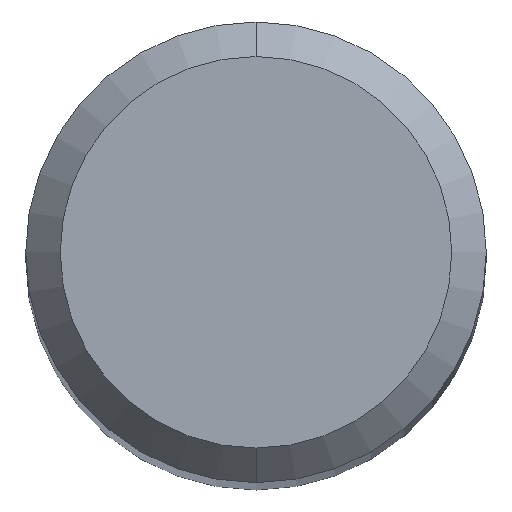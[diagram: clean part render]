
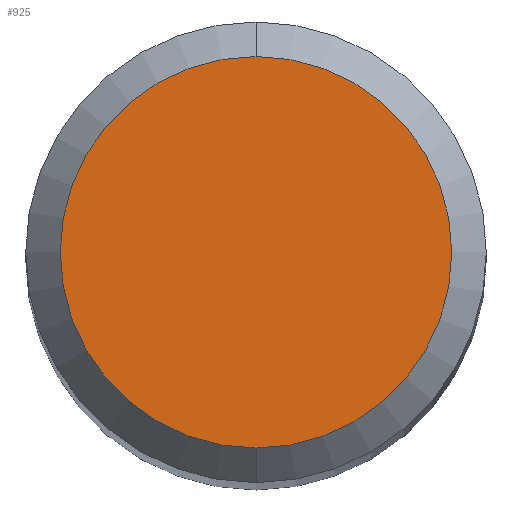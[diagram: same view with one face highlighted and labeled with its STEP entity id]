
A CAD part, top view. The second image highlights one B-rep face of the part: STEP entity #925.
In plain terms, the highlighted planar face has unit normal (0, 0, 1).
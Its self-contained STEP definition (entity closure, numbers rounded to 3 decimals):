
#475=VERTEX_POINT('',#1305);
#485=EDGE_CURVE('',#475,#967,#1316,.T.);
#925=ADVANCED_FACE('',(#1793),#1794,.T.);
#967=VERTEX_POINT('',#1840);
#1049=EDGE_CURVE('',#967,#475,#1933,.T.);
#1305=CARTESIAN_POINT('',(0.0,1.7,0.0));
#1316=CIRCLE('',#2417,1.7);
#1793=FACE_OUTER_BOUND('',#4400,.T.);
#1794=PLANE('',#4401);
#1840=CARTESIAN_POINT('',(0.,-1.7,0.0));
#1933=CIRCLE('',#4781,1.7);
#2417=AXIS2_PLACEMENT_3D('',#5572,#5573,#5574);
#4400=EDGE_LOOP('',(#6065,#6066));
#4401=AXIS2_PLACEMENT_3D('',#6067,#6068,#6069);
#4781=AXIS2_PLACEMENT_3D('',#6249,#6250,#6251);
#5572=CARTESIAN_POINT('',(0.0,0.0,0.0));
#5573=DIRECTION('',(0.0,0.0,-1.0));
#5574=DIRECTION('',(0.0,1.0,0.0));
#6065=ORIENTED_EDGE('',*,*,#485,.F.);
#6066=ORIENTED_EDGE('',*,*,#1049,.F.);
#6067=CARTESIAN_POINT('',(0.0,0.85,0.0));
#6068=DIRECTION('',(-0.0,0.0,1.0));
#6069=DIRECTION('',(0.0,-1.0,0.0));
#6249=CARTESIAN_POINT('',(0.0,0.0,0.0));
#6250=DIRECTION('',(0.0,0.0,-1.0));
#6251=DIRECTION('',(0.0,1.0,0.0));
